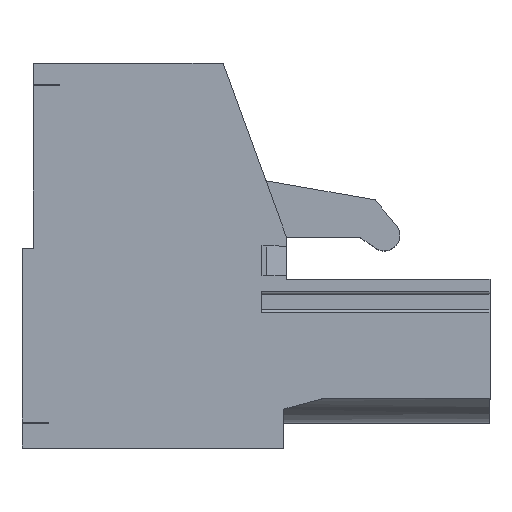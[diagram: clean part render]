
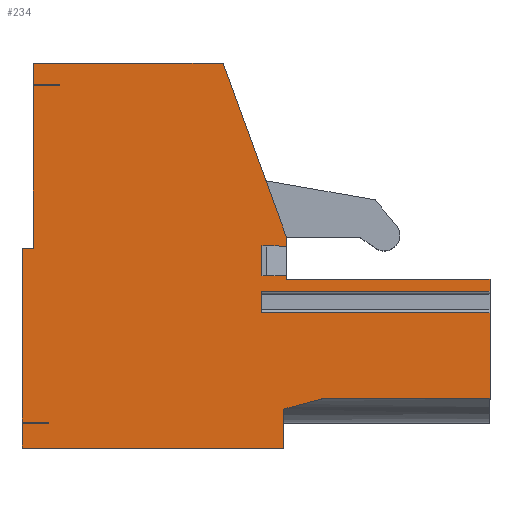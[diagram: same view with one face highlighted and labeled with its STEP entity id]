
A CAD part, top view. The second image highlights one B-rep face of the part: STEP entity #234.
In plain terms, the highlighted planar face has unit normal (0, 0, 1).
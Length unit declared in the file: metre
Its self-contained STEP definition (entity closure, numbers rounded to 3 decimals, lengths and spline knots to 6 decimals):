
#234=ADVANCED_FACE('',(#599),#600,.T.);
#599=FACE_OUTER_BOUND('',#1111,.T.);
#600=PLANE('',#1112);
#1111=EDGE_LOOP('',(#1735,#1736,#1737,#1738,#1739,#1740,#1741,#1742,#1743,#1744,#1745,#1746,#1747,#1748,#1749,#1750,#1751,#1752,#1753,#1754,#1755,#1756,#1757,#1758,#1759,#1760,#1761,#1762));
#1112=AXIS2_PLACEMENT_3D('',#1763,#1764,#1765);
#1735=ORIENTED_EDGE('',*,*,#3094,.T.);
#1736=ORIENTED_EDGE('',*,*,#3095,.T.);
#1737=ORIENTED_EDGE('',*,*,#3096,.T.);
#1738=ORIENTED_EDGE('',*,*,#3097,.T.);
#1739=ORIENTED_EDGE('',*,*,#3098,.T.);
#1740=ORIENTED_EDGE('',*,*,#3099,.T.);
#1741=ORIENTED_EDGE('',*,*,#3069,.T.);
#1742=ORIENTED_EDGE('',*,*,#3084,.F.);
#1743=ORIENTED_EDGE('',*,*,#3100,.T.);
#1744=ORIENTED_EDGE('',*,*,#3101,.T.);
#1745=ORIENTED_EDGE('',*,*,#3102,.T.);
#1746=ORIENTED_EDGE('',*,*,#3103,.T.);
#1747=ORIENTED_EDGE('',*,*,#3104,.T.);
#1748=ORIENTED_EDGE('',*,*,#3105,.T.);
#1749=ORIENTED_EDGE('',*,*,#3106,.T.);
#1750=ORIENTED_EDGE('',*,*,#3107,.T.);
#1751=ORIENTED_EDGE('',*,*,#3108,.T.);
#1752=ORIENTED_EDGE('',*,*,#3109,.T.);
#1753=ORIENTED_EDGE('',*,*,#3028,.T.);
#1754=ORIENTED_EDGE('',*,*,#3110,.F.);
#1755=ORIENTED_EDGE('',*,*,#3111,.T.);
#1756=ORIENTED_EDGE('',*,*,#3019,.T.);
#1757=ORIENTED_EDGE('',*,*,#3112,.F.);
#1758=ORIENTED_EDGE('',*,*,#3113,.F.);
#1759=ORIENTED_EDGE('',*,*,#3114,.T.);
#1760=ORIENTED_EDGE('',*,*,#3115,.F.);
#1761=ORIENTED_EDGE('',*,*,#3116,.T.);
#1762=ORIENTED_EDGE('',*,*,#3047,.F.);
#1763=CARTESIAN_POINT('',(0.273592,0.202842,0.10004));
#1764=DIRECTION('',(0.,0.,1.0));
#1765=DIRECTION('',(1.0,0.,0.));
#3019=EDGE_CURVE('',#3612,#3609,#3613,.T.);
#3028=EDGE_CURVE('',#3627,#3628,#3629,.T.);
#3047=EDGE_CURVE('',#3660,#3656,#3662,.T.);
#3069=EDGE_CURVE('',#3700,#3701,#3702,.T.);
#3084=EDGE_CURVE('',#3725,#3701,#3727,.T.);
#3094=EDGE_CURVE('',#3660,#3741,#3742,.T.);
#3095=EDGE_CURVE('',#3741,#3743,#3744,.T.);
#3096=EDGE_CURVE('',#3743,#3745,#3746,.T.);
#3097=EDGE_CURVE('',#3745,#3747,#3748,.T.);
#3098=EDGE_CURVE('',#3747,#3749,#3750,.T.);
#3099=EDGE_CURVE('',#3749,#3700,#3751,.T.);
#3100=EDGE_CURVE('',#3725,#3752,#3753,.T.);
#3101=EDGE_CURVE('',#3752,#3754,#3755,.T.);
#3102=EDGE_CURVE('',#3754,#3756,#3757,.T.);
#3103=EDGE_CURVE('',#3756,#3758,#3759,.T.);
#3104=EDGE_CURVE('',#3758,#3760,#3761,.T.);
#3105=EDGE_CURVE('',#3760,#3762,#3763,.T.);
#3106=EDGE_CURVE('',#3762,#3764,#3765,.T.);
#3107=EDGE_CURVE('',#3764,#3766,#3767,.T.);
#3108=EDGE_CURVE('',#3766,#3768,#3769,.T.);
#3109=EDGE_CURVE('',#3768,#3627,#3770,.T.);
#3110=EDGE_CURVE('',#3771,#3628,#3772,.T.);
#3111=EDGE_CURVE('',#3771,#3612,#3773,.T.);
#3112=EDGE_CURVE('',#3774,#3609,#3775,.T.);
#3113=EDGE_CURVE('',#3776,#3774,#3777,.T.);
#3114=EDGE_CURVE('',#3776,#3778,#3779,.T.);
#3115=EDGE_CURVE('',#3780,#3778,#3781,.T.);
#3116=EDGE_CURVE('',#3780,#3656,#3782,.T.);
#3609=VERTEX_POINT('',#4460);
#3612=VERTEX_POINT('',#4463);
#3613=LINE('',#4464,#4465);
#3627=VERTEX_POINT('',#4484);
#3628=VERTEX_POINT('',#4485);
#3629=LINE('',#4486,#4487);
#3656=VERTEX_POINT('',#4523);
#3660=VERTEX_POINT('',#4529);
#3662=LINE('',#4532,#4533);
#3700=VERTEX_POINT('',#4587);
#3701=VERTEX_POINT('',#4588);
#3702=LINE('',#4589,#4590);
#3725=VERTEX_POINT('',#4623);
#3727=LINE('',#4626,#4627);
#3741=VERTEX_POINT('',#4645);
#3742=LINE('',#4646,#4647);
#3743=VERTEX_POINT('',#4648);
#3744=LINE('',#4649,#4650);
#3745=VERTEX_POINT('',#4651);
#3746=LINE('',#4652,#4653);
#3747=VERTEX_POINT('',#4654);
#3748=LINE('',#4655,#4656);
#3749=VERTEX_POINT('',#4657);
#3750=LINE('',#4658,#4659);
#3751=LINE('',#4660,#4661);
#3752=VERTEX_POINT('',#4662);
#3753=LINE('',#4663,#4664);
#3754=VERTEX_POINT('',#4665);
#3755=LINE('',#4666,#4667);
#3756=VERTEX_POINT('',#4668);
#3757=LINE('',#4669,#4670);
#3758=VERTEX_POINT('',#4671);
#3759=LINE('',#4672,#4673);
#3760=VERTEX_POINT('',#4674);
#3761=LINE('',#4675,#4676);
#3762=VERTEX_POINT('',#4677);
#3763=LINE('',#4678,#4679);
#3764=VERTEX_POINT('',#4680);
#3765=LINE('',#4681,#4682);
#3766=VERTEX_POINT('',#4683);
#3767=LINE('',#4684,#4685);
#3768=VERTEX_POINT('',#4686);
#3769=LINE('',#4687,#4688);
#3770=LINE('',#4689,#4690);
#3771=VERTEX_POINT('',#4691);
#3772=LINE('',#4692,#4693);
#3773=LINE('',#4694,#4695);
#3774=VERTEX_POINT('',#4696);
#3775=LINE('',#4697,#4698);
#3776=VERTEX_POINT('',#4699);
#3777=LINE('',#4700,#4701);
#3778=VERTEX_POINT('',#4702);
#3779=LINE('',#4703,#4704);
#3780=VERTEX_POINT('',#4705);
#3781=LINE('',#4706,#4707);
#3782=LINE('',#4708,#4709);
#4460=CARTESIAN_POINT('',(0.2644,0.201486,0.10004));
#4463=CARTESIAN_POINT('',(0.273592,0.201486,0.10004));
#4464=CARTESIAN_POINT('',(0.273592,0.201486,0.10004));
#4465=VECTOR('',#5569,1.0);
#4484=CARTESIAN_POINT('',(0.265292,0.197615,0.10004));
#4485=CARTESIAN_POINT('',(0.266885,0.198042,0.10004));
#4486=CARTESIAN_POINT('',(0.266885,0.198042,0.10004));
#4487=VECTOR('',#5578,1.0);
#4523=CARTESIAN_POINT('',(0.265392,0.202991,0.10004));
#4529=CARTESIAN_POINT('',(0.2644,0.202991,0.10004));
#4532=CARTESIAN_POINT('',(0.265392,0.202991,0.10004));
#4533=VECTOR('',#5600,1.0);
#4587=CARTESIAN_POINT('',(0.255192,0.210692,0.10004));
#4588=CARTESIAN_POINT('',(0.256242,0.210692,0.10004));
#4589=CARTESIAN_POINT('',(0.255742,0.210692,0.10004));
#4590=VECTOR('',#5617,1.0);
#4623=CARTESIAN_POINT('',(0.256242,0.210642,0.10004));
#4626=CARTESIAN_POINT('',(0.256242,0.210232,0.10004));
#4627=VECTOR('',#5629,1.0);
#4645=CARTESIAN_POINT('',(0.2644,0.204181,0.10004));
#4646=CARTESIAN_POINT('',(0.2644,0.207267,0.10004));
#4647=VECTOR('',#5640,1.0);
#4648=CARTESIAN_POINT('',(0.265392,0.204181,0.10004));
#4649=CARTESIAN_POINT('',(0.2644,0.204181,0.10004));
#4650=VECTOR('',#5641,1.0);
#4651=CARTESIAN_POINT('',(0.265392,0.204542,0.10004));
#4652=CARTESIAN_POINT('',(0.265392,0.197642,0.10004));
#4653=VECTOR('',#5642,1.0);
#4654=CARTESIAN_POINT('',(0.262844,0.211542,0.10004));
#4655=CARTESIAN_POINT('',(0.263026,0.211042,0.10004));
#4656=VECTOR('',#5643,1.0);
#4657=CARTESIAN_POINT('',(0.255192,0.211542,0.10004));
#4658=CARTESIAN_POINT('',(0.255042,0.211542,0.10004));
#4659=VECTOR('',#5644,1.0);
#4660=CARTESIAN_POINT('',(0.255192,0.210382,0.10004));
#4661=VECTOR('',#5645,1.0);
#4662=CARTESIAN_POINT('',(0.255192,0.210642,0.10004));
#4663=CARTESIAN_POINT('',(0.255942,0.210642,0.10004));
#4664=VECTOR('',#5646,1.0);
#4665=CARTESIAN_POINT('',(0.255192,0.204092,0.10004));
#4666=CARTESIAN_POINT('',(0.255192,0.203542,0.10004));
#4667=VECTOR('',#5647,1.0);
#4668=CARTESIAN_POINT('',(0.254742,0.204092,0.10004));
#4669=CARTESIAN_POINT('',(0.254742,0.204092,0.10004));
#4670=VECTOR('',#5648,1.0);
#4671=CARTESIAN_POINT('',(0.254742,0.197092,0.10004));
#4672=CARTESIAN_POINT('',(0.254742,0.196742,0.10004));
#4673=VECTOR('',#5649,1.0);
#4674=CARTESIAN_POINT('',(0.255792,0.197092,0.10004));
#4675=CARTESIAN_POINT('',(0.256942,0.197092,0.10004));
#4676=VECTOR('',#5650,1.0);
#4677=CARTESIAN_POINT('',(0.255792,0.197042,0.10004));
#4678=CARTESIAN_POINT('',(0.255792,0.197042,0.10004));
#4679=VECTOR('',#5651,1.0);
#4680=CARTESIAN_POINT('',(0.254742,0.197042,0.10004));
#4681=CARTESIAN_POINT('',(0.254542,0.197042,0.10004));
#4682=VECTOR('',#5652,1.0);
#4683=CARTESIAN_POINT('',(0.254742,0.196042,0.10004));
#4684=CARTESIAN_POINT('',(0.254742,0.196042,0.10004));
#4685=VECTOR('',#5653,1.0);
#4686=CARTESIAN_POINT('',(0.265292,0.196042,0.10004));
#4687=CARTESIAN_POINT('',(0.265392,0.196042,0.10004));
#4688=VECTOR('',#5654,1.0);
#4689=CARTESIAN_POINT('',(0.265292,0.197642,0.10004));
#4690=VECTOR('',#5655,1.0);
#4691=CARTESIAN_POINT('',(0.273592,0.198042,0.10004));
#4692=CARTESIAN_POINT('',(0.266885,0.198042,0.10004));
#4693=VECTOR('',#5656,1.0);
#4694=CARTESIAN_POINT('',(0.273592,0.198942,0.10004));
#4695=VECTOR('',#5657,1.0);
#4696=CARTESIAN_POINT('',(0.2644,0.202365,0.10004));
#4697=CARTESIAN_POINT('',(0.2644,0.201486,0.10004));
#4698=VECTOR('',#5658,1.0);
#4699=CARTESIAN_POINT('',(0.273592,0.202365,0.10004));
#4700=CARTESIAN_POINT('',(0.273592,0.202365,0.10004));
#4701=VECTOR('',#5659,1.0);
#4702=CARTESIAN_POINT('',(0.273592,0.202842,0.10004));
#4703=CARTESIAN_POINT('',(0.273592,0.198942,0.10004));
#4704=VECTOR('',#5660,1.0);
#4705=CARTESIAN_POINT('',(0.265392,0.202842,0.10004));
#4706=CARTESIAN_POINT('',(0.273692,0.202842,0.10004));
#4707=VECTOR('',#5661,1.0);
#4708=CARTESIAN_POINT('',(0.265392,0.197642,0.10004));
#4709=VECTOR('',#5662,1.0);
#5569=DIRECTION('',(-1.0,0.0,0.0));
#5578=DIRECTION('',(0.966,0.259,0.));
#5600=DIRECTION('',(1.0,0.,0.));
#5617=DIRECTION('',(1.0,0.0,0.));
#5629=DIRECTION('',(0.0,1.0,0.0));
#5640=DIRECTION('',(0.,1.0,0.0));
#5641=DIRECTION('',(1.0,0.,0.));
#5642=DIRECTION('',(0.,1.0,0.));
#5643=DIRECTION('',(-0.342,0.94,0.));
#5644=DIRECTION('',(-1.0,0.,0.));
#5645=DIRECTION('',(0.,-1.0,0.));
#5646=DIRECTION('',(-1.0,0.0,0.));
#5647=DIRECTION('',(0.,-1.0,0.));
#5648=DIRECTION('',(-1.0,0.0,0.));
#5649=DIRECTION('',(0.,-1.0,0.));
#5650=DIRECTION('',(1.0,0.0,0.));
#5651=DIRECTION('',(0.,-1.0,0.));
#5652=DIRECTION('',(-1.0,0.0,0.));
#5653=DIRECTION('',(0.,-1.0,0.));
#5654=DIRECTION('',(1.0,0.0,0.));
#5655=DIRECTION('',(0.,1.0,0.));
#5656=DIRECTION('',(-1.0,0.,0.));
#5657=DIRECTION('',(0.,1.0,0.));
#5658=DIRECTION('',(0.0,-1.0,0.));
#5659=DIRECTION('',(-1.0,0.0,0.0));
#5660=DIRECTION('',(0.,1.0,0.));
#5661=DIRECTION('',(1.0,0.0,0.));
#5662=DIRECTION('',(0.,1.0,0.));
